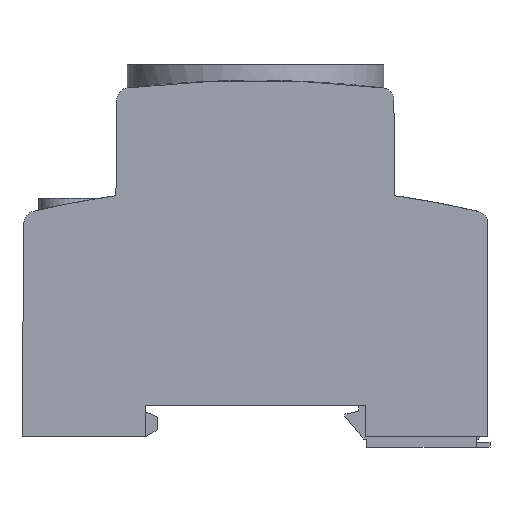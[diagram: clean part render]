
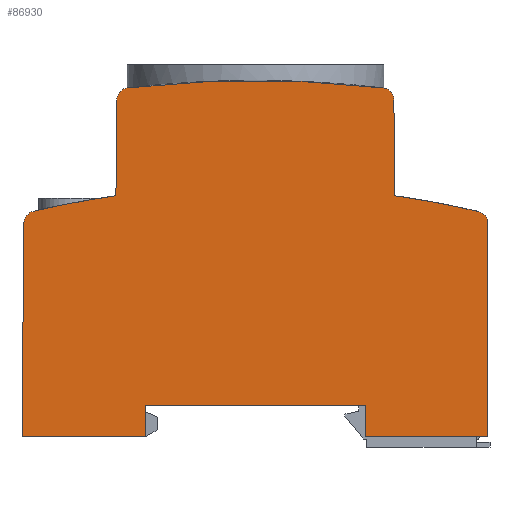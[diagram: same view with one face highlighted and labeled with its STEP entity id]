
A CAD part, left-side view. The second image highlights one B-rep face of the part: STEP entity #86930.
In plain terms, the highlighted face is planar.
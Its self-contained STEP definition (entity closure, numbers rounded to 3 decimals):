
#4370=CARTESIAN_POINT('',(46.992,70.373,-20.25));
#4380=VERTEX_POINT('',#4370);
#4410=CARTESIAN_POINT('',(48.992,70.355,-20.25));
#4420=DIRECTION('',(0.,0.,-1.));
#4430=DIRECTION('',(-1.,0.,0.));
#4440=AXIS2_PLACEMENT_3D('',#4410,#4420,#4430);
#4450=CIRCLE('',#4440,2.);
#4460=CARTESIAN_POINT('',(48.757,72.341,-20.25));
#4470=VERTEX_POINT('',#4460);
#4480=EDGE_CURVE('',#4380,#4470,#4450,.T.);
#9760=CARTESIAN_POINT('',(106.975,16.056,-20.25));
#9770=VERTEX_POINT('',#9760);
#9820=CARTESIAN_POINT('',(45.021,16.056,-20.25));
#9830=DIRECTION('',(1.,0.,0.));
#9840=VECTOR('',#9830,1.);
#9850=LINE('',#9820,#9840);
#9860=CARTESIAN_POINT('',(87.091,16.056,-20.25));
#9870=VERTEX_POINT('',#9860);
#9880=EDGE_CURVE('',#9870,#9770,#9850,.T.);
#10580=CARTESIAN_POINT('',(91.69,70.373,-20.25));
#10590=VERTEX_POINT('',#10580);
#10620=CARTESIAN_POINT('',(91.822,55.264,-20.25));
#10630=DIRECTION('',(-0.009,1.,
0.));
#10640=VECTOR('',#10630,1.);
#10650=LINE('',#10620,#10640);
#10660=CARTESIAN_POINT('',(91.825,54.948,-20.25));
#10670=VERTEX_POINT('',#10660);
#10680=EDGE_CURVE('',#10670,#10590,#10650,.T.);
#15200=CARTESIAN_POINT('',(106.674,50.52,-20.25));
#15210=VERTEX_POINT('',#15200);
#15240=CARTESIAN_POINT('',(106.633,55.264,-20.25));
#15250=DIRECTION('',(0.009,-1.,
0.));
#15260=VECTOR('',#15250,1.);
#15270=LINE('',#15240,#15260);
#15280=EDGE_CURVE('',#15210,#9770,#15270,.T.);
#15500=CARTESIAN_POINT('',(46.858,54.948,-20.25));
#15510=VERTEX_POINT('',#15500);
#15540=CARTESIAN_POINT('',(46.861,55.264,-20.25));
#15550=DIRECTION('',(-0.009,-1.,
0.));
#15560=VECTOR('',#15550,1.);
#15570=LINE('',#15540,#15560);
#15580=EDGE_CURVE('',#4380,#15510,#15570,.T.);
#25470=CARTESIAN_POINT('',(45.021,21.056,-20.25));
#25480=DIRECTION('',(1.,0.,0.));
#25490=VECTOR('',#25480,1.);
#25500=LINE('',#25470,#25490);
#25510=CARTESIAN_POINT('',(51.591,21.056,-20.25));
#25520=VERTEX_POINT('',#25510);
#25530=CARTESIAN_POINT('',(87.091,21.056,-20.25));
#25540=VERTEX_POINT('',#25530);
#25550=EDGE_CURVE('',#25520,#25540,#25500,.T.);
#27630=CARTESIAN_POINT('',(87.091,55.264,-20.25));
#27640=DIRECTION('',(0.,-1.,0.));
#27650=VECTOR('',#27640,1.);
#27660=LINE('',#27630,#27650);
#27670=EDGE_CURVE('',#25540,#9870,#27660,.T.);
#35930=CARTESIAN_POINT('',(89.926,72.341,-20.25));
#35940=VERTEX_POINT('',#35930);
#35970=CARTESIAN_POINT('',(89.69,70.355,-20.25));
#35980=DIRECTION('',(0.,0.,1.));
#35990=DIRECTION('',(1.,0.,0.));
#36000=AXIS2_PLACEMENT_3D('',#35970,#35980,#35990);
#36010=CIRCLE('',#36000,2.);
#36020=EDGE_CURVE('',#10590,#35940,#36010,.T.);
#39250=CARTESIAN_POINT('',(105.127,52.45,-20.25));
#39260=VERTEX_POINT('',#39250);
#39290=CARTESIAN_POINT('',(104.674,50.502,-20.25));
#39300=DIRECTION('',(0.,0.,-1.));
#39310=DIRECTION('',(-1.,0.,0.));
#39320=AXIS2_PLACEMENT_3D('',#39290,#39300,#39310);
#39330=CIRCLE('',#39320,2.);
#39340=EDGE_CURVE('',#39260,#15210,#39330,.T.);
#41740=CARTESIAN_POINT('',(69.341,-101.444,-20.25));
#41750=DIRECTION('',(0.,0.,-1.));
#41760=DIRECTION('',(-1.,0.,0.));
#41770=AXIS2_PLACEMENT_3D('',#41740,#41750,#41760);
#41780=CIRCLE('',#41770,158.);
#41790=EDGE_CURVE('',#10670,#39260,#41780,.T.);
#49640=CARTESIAN_POINT('',(69.341,-101.444,-20.25));
#49650=DIRECTION('',(0.,0.,-1.));
#49660=DIRECTION('',(-1.,0.,0.));
#49670=AXIS2_PLACEMENT_3D('',#49640,#49650,#49660);
#49680=CIRCLE('',#49670,175.);
#49690=EDGE_CURVE('',#4470,#35940,#49680,.T.);
#50710=CARTESIAN_POINT('',(51.591,55.264,-20.25));
#50720=DIRECTION('',(0.,-1.,0.));
#50730=VECTOR('',#50720,1.);
#50740=LINE('',#50710,#50730);
#50750=CARTESIAN_POINT('',(51.591,16.056,-20.25));
#50760=VERTEX_POINT('',#50750);
#50770=EDGE_CURVE('',#25520,#50760,#50740,.T.);
#53140=CARTESIAN_POINT('',(45.021,16.056,-20.25));
#53150=DIRECTION('',(1.,0.,0.));
#53160=VECTOR('',#53150,1.);
#53170=LINE('',#53140,#53160);
#53180=CARTESIAN_POINT('',(31.841,16.056,-20.25));
#53190=VERTEX_POINT('',#53180);
#53200=EDGE_CURVE('',#53190,#50760,#53170,.T.);
#69160=CARTESIAN_POINT('',(33.386,52.411,
-20.25));
#69170=VERTEX_POINT('',#69160);
#69200=CARTESIAN_POINT('',(69.341,-101.444,-20.25));
#69210=DIRECTION('',(0.,0.,-1.));
#69220=DIRECTION('',(-1.,0.,0.));
#69230=AXIS2_PLACEMENT_3D('',#69200,#69210,#69220);
#69240=CIRCLE('',#69230,158.);
#69250=EDGE_CURVE('',#69170,#15510,#69240,.T.);
#86370=CARTESIAN_POINT('',(33.841,50.463,
-20.25));
#86380=DIRECTION('',(0.,0.,-1.));
#86390=DIRECTION('',(-1.,0.,0.));
#86400=AXIS2_PLACEMENT_3D('',#86370,#86380,#86390);
#86410=CIRCLE('',#86400,2.);
#86420=CARTESIAN_POINT('',(31.841,50.463,
-20.25));
#86430=VERTEX_POINT('',#86420);
#86440=EDGE_CURVE('',#86430,#69170,#86410,.T.);
#86650=CARTESIAN_POINT('',(69.341,23.506,-20.25));
#86660=DIRECTION('',(0.,0.,-1.));
#86670=DIRECTION('',(-1.,0.,0.));
#86680=AXIS2_PLACEMENT_3D('',#86650,#86660,#86670);
#86690=PLANE('',#86680);
#86700=ORIENTED_EDGE('',*,*,#86440,.T.);
#86710=CARTESIAN_POINT('',(31.841,55.264,
-20.25));
#86720=DIRECTION('',(0.,1.,0.));
#86730=VECTOR('',#86720,1.);
#86740=LINE('',#86710,#86730);
#86750=EDGE_CURVE('',#53190,#86430,#86740,.T.);
#86760=ORIENTED_EDGE('',*,*,#86750,.T.);
#86770=ORIENTED_EDGE('',*,*,#53200,.F.);
#86780=ORIENTED_EDGE('',*,*,#50770,.T.);
#86790=ORIENTED_EDGE('',*,*,#25550,.F.);
#86800=ORIENTED_EDGE('',*,*,#27670,.F.);
#86810=ORIENTED_EDGE('',*,*,#9880,.F.);
#86820=ORIENTED_EDGE('',*,*,#15280,.T.);
#86830=ORIENTED_EDGE('',*,*,#39340,.T.);
#86840=ORIENTED_EDGE('',*,*,#41790,.T.);
#86850=ORIENTED_EDGE('',*,*,#10680,.F.);
#86860=ORIENTED_EDGE('',*,*,#36020,.F.);
#86870=ORIENTED_EDGE('',*,*,#49690,.T.);
#86880=ORIENTED_EDGE('',*,*,#4480,.T.);
#86890=ORIENTED_EDGE('',*,*,#15580,.F.);
#86900=ORIENTED_EDGE('',*,*,#69250,.T.);
#86910=EDGE_LOOP('',(#86900,#86890,#86880,#86870,#86860,#86850,#86840,
#86830,#86820,#86810,#86800,#86790,#86780,#86770,#86760,#86700));
#86920=FACE_OUTER_BOUND('',#86910,.T.);
#86930=ADVANCED_FACE('',(#86920),#86690,.T.);
